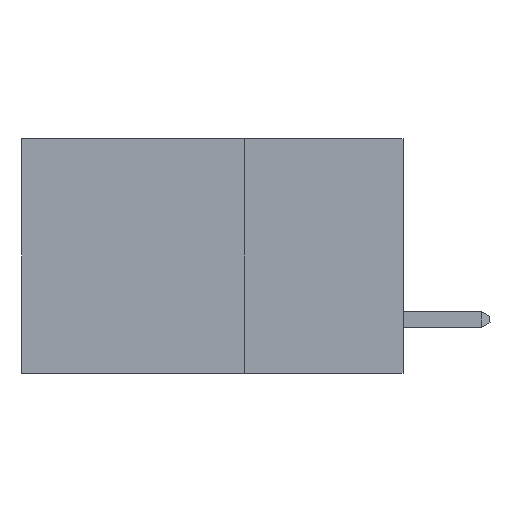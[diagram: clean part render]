
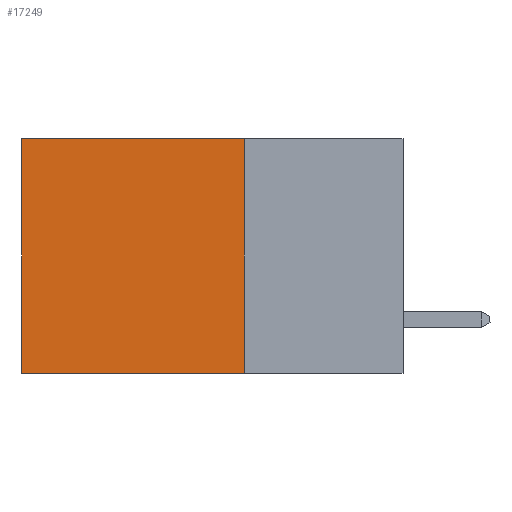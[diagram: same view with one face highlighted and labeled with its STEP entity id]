
A CAD part, left-side view. The second image highlights one B-rep face of the part: STEP entity #17249.
In plain terms, the highlighted planar face has unit normal (-1, 0, 0).
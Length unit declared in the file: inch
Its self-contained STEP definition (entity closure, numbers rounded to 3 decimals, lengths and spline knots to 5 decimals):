
#1250 = EDGE_CURVE ( 'NONE', #5655, #16638, #23056, .T. ) ;
#1853 = VERTEX_POINT ( 'NONE', #2955 ) ;
#2660 = EDGE_CURVE ( 'NONE', #10310, #5655, #15447, .T. ) ;
#2955 = CARTESIAN_POINT ( 'NONE',  ( 0.2875, 0.6, 0. ) ) ;
#4172 = VECTOR ( 'NONE', #14089, 39.37008 ) ;
#5066 = PLANE ( 'NONE',  #19863 ) ;
#5218 = DIRECTION ( 'NONE',  ( 0., 1., 0. ) ) ;
#5655 = VERTEX_POINT ( 'NONE', #21870 ) ;
#6065 = FACE_OUTER_BOUND ( 'NONE', #13792, .T. ) ;
#7262 = CARTESIAN_POINT ( 'NONE',  ( 0.2875, 0.25, 0. ) ) ;
#8798 = ORIENTED_EDGE ( 'NONE', *, *, #2660, .F. ) ;
#9393 = DIRECTION ( 'NONE',  ( 0., 0., -1. ) ) ;
#9417 = ORIENTED_EDGE ( 'NONE', *, *, #25500, .T. ) ;
#10310 = VERTEX_POINT ( 'NONE', #22076 ) ;
#10916 = VECTOR ( 'NONE', #21173, 39.37008 ) ;
#11617 = ORIENTED_EDGE ( 'NONE', *, *, #14678, .T. ) ;
#13631 = CARTESIAN_POINT ( 'NONE',  ( 0.2875, 0.25, -0.37 ) ) ;
#13792 = EDGE_LOOP ( 'NONE', ( #11617, #15161, #8798, #9417 ) ) ;
#13998 = CARTESIAN_POINT ( 'NONE',  ( 0.2875, 0.25, 0. ) ) ;
#14018 = LINE ( 'NONE', #17819, #19535 ) ;
#14089 = DIRECTION ( 'NONE',  ( 0., 0., -1. ) ) ;
#14678 = EDGE_CURVE ( 'NONE', #1853, #16638, #16419, .T. ) ;
#15161 = ORIENTED_EDGE ( 'NONE', *, *, #1250, .F. ) ;
#15447 = LINE ( 'NONE', #13998, #4172 ) ;
#16419 = LINE ( 'NONE', #21082, #10916 ) ;
#16638 = VERTEX_POINT ( 'NONE', #19864 ) ;
#17249 = ADVANCED_FACE ( 'NONE', ( #6065 ), #5066, .F. ) ;
#17819 = CARTESIAN_POINT ( 'NONE',  ( 0.2875, 0.25, 0. ) ) ;
#19535 = VECTOR ( 'NONE', #5218, 39.37008 ) ;
#19863 = AXIS2_PLACEMENT_3D ( 'NONE', #7262, #21803, #9393 ) ;
#19864 = CARTESIAN_POINT ( 'NONE',  ( 0.2875, 0.6, -0.37 ) ) ;
#21082 = CARTESIAN_POINT ( 'NONE',  ( 0.2875, 0.6, 0. ) ) ;
#21173 = DIRECTION ( 'NONE',  ( 0., 0., -1. ) ) ;
#21803 = DIRECTION ( 'NONE',  ( 1., 0., 0. ) ) ;
#21870 = CARTESIAN_POINT ( 'NONE',  ( 0.2875, 0.25, -0.37 ) ) ;
#22076 = CARTESIAN_POINT ( 'NONE',  ( 0.2875, 0.25, 0. ) ) ;
#22394 = VECTOR ( 'NONE', #23936, 39.37008 ) ;
#23056 = LINE ( 'NONE', #13631, #22394 ) ;
#23936 = DIRECTION ( 'NONE',  ( 0., 1., 0. ) ) ;
#25500 = EDGE_CURVE ( 'NONE', #10310, #1853, #14018, .T. ) ;
